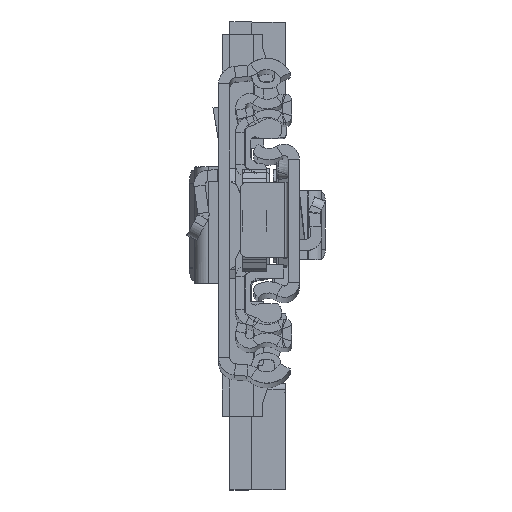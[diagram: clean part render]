
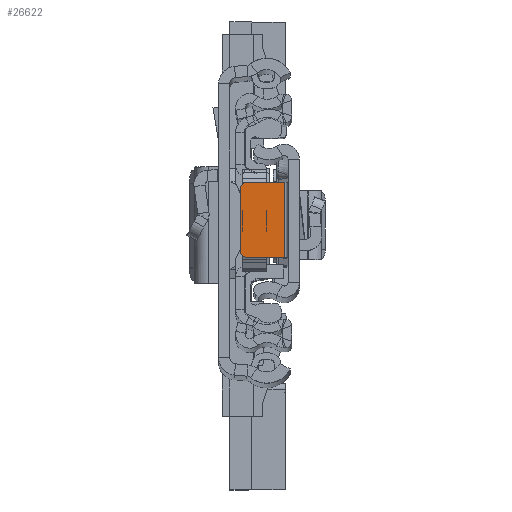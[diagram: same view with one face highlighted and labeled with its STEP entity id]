
A CAD part, top view. The second image highlights one B-rep face of the part: STEP entity #26622.
In plain terms, the highlighted planar face has unit normal (0, 0, 1).
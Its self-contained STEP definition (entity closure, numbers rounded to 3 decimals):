
#909 = CARTESIAN_POINT ( 'NONE',  ( -9.4, 5.151, -6.8 ) ) ;
#1462 = LINE ( 'NONE', #31964, #2565 ) ;
#2565 = VECTOR ( 'NONE', #7177, 1000. ) ;
#2819 = CARTESIAN_POINT ( 'NONE',  ( -1.8, 6.151, -6.8 ) ) ;
#3341 = CARTESIAN_POINT ( 'NONE',  ( 0., 0., -6.8 ) ) ;
#3522 = EDGE_CURVE ( 'NONE', #32315, #12043, #26606, .T. ) ;
#4389 = VERTEX_POINT ( 'NONE', #32227 ) ;
#4581 = LINE ( 'NONE', #13895, #36573 ) ;
#4849 = ORIENTED_EDGE ( 'NONE', *, *, #19660, .F. ) ;
#6147 = DIRECTION ( 'NONE',  ( 0., 0., 1. ) ) ;
#6293 = CARTESIAN_POINT ( 'NONE',  ( -8.4, -4.849, -6.8 ) ) ;
#7177 = DIRECTION ( 'NONE',  ( 0., 1., 0. ) ) ;
#8901 = EDGE_CURVE ( 'NONE', #21962, #12043, #1462, .T. ) ;
#10926 = CARTESIAN_POINT ( 'NONE',  ( -8.4, 6.151, -6.8 ) ) ;
#11860 = AXIS2_PLACEMENT_3D ( 'NONE', #3341, #21581, #25122 ) ;
#12043 = VERTEX_POINT ( 'NONE', #909 ) ;
#12424 = ORIENTED_EDGE ( 'NONE', *, *, #23064, .F. ) ;
#13077 = VECTOR ( 'NONE', #37847, 1000. ) ;
#13234 = ORIENTED_EDGE ( 'NONE', *, *, #3522, .T. ) ;
#13895 = CARTESIAN_POINT ( 'NONE',  ( -2.3, 6.151, -6.8 ) ) ;
#13968 = AXIS2_PLACEMENT_3D ( 'NONE', #6293, #15802, #25099 ) ;
#14901 = DIRECTION ( 'NONE',  ( 1., 0., 0. ) ) ;
#15086 = CARTESIAN_POINT ( 'NONE',  ( -2.3, -5.849, -6.8 ) ) ;
#15802 = DIRECTION ( 'NONE',  ( 0., 0., 1. ) ) ;
#17570 = VERTEX_POINT ( 'NONE', #31245 ) ;
#17857 = DIRECTION ( 'NONE',  ( 1., 0., 0. ) ) ;
#18543 = ORIENTED_EDGE ( 'NONE', *, *, #24876, .T. ) ;
#19163 = ORIENTED_EDGE ( 'NONE', *, *, #29394, .F. ) ;
#19475 = LINE ( 'NONE', #25420, #13077 ) ;
#19660 = EDGE_CURVE ( 'NONE', #32315, #4389, #29960, .T. ) ;
#20637 = CARTESIAN_POINT ( 'NONE',  ( -8.4, 5.151, -6.8 ) ) ;
#21581 = DIRECTION ( 'NONE',  ( 0., 0., 1. ) ) ;
#21962 = VERTEX_POINT ( 'NONE', #33216 ) ;
#23064 = EDGE_CURVE ( 'NONE', #4389, #30841, #4581, .T. ) ;
#23198 = DIRECTION ( 'NONE',  ( 0., -1., 0. ) ) ;
#24088 = CIRCLE ( 'NONE', #13968, 1. ) ;
#24544 = PLANE ( 'NONE',  #11860 ) ;
#24876 = EDGE_CURVE ( 'NONE', #21962, #17570, #24088, .T. ) ;
#25099 = DIRECTION ( 'NONE',  ( 1., 0., 0. ) ) ;
#25122 = DIRECTION ( 'NONE',  ( 1., 0., 0. ) ) ;
#25420 = CARTESIAN_POINT ( 'NONE',  ( -9.4, -5.849, -6.8 ) ) ;
#26606 = CIRCLE ( 'NONE', #27878, 1. ) ;
#26622 = ADVANCED_FACE ( 'NONE', ( #36380 ), #24544, .T. ) ;
#27878 = AXIS2_PLACEMENT_3D ( 'NONE', #20637, #6147, #17857 ) ;
#29394 = EDGE_CURVE ( 'NONE', #30841, #17570, #19475, .T. ) ;
#29960 = LINE ( 'NONE', #2819, #34748 ) ;
#30841 = VERTEX_POINT ( 'NONE', #15086 ) ;
#31245 = CARTESIAN_POINT ( 'NONE',  ( -8.4, -5.849, -6.8 ) ) ;
#31964 = CARTESIAN_POINT ( 'NONE',  ( -9.4, 6.151, -6.8 ) ) ;
#32227 = CARTESIAN_POINT ( 'NONE',  ( -2.3, 6.151, -6.8 ) ) ;
#32315 = VERTEX_POINT ( 'NONE', #10926 ) ;
#32854 = EDGE_LOOP ( 'NONE', ( #33807, #18543, #19163, #12424, #4849, #13234 ) ) ;
#33216 = CARTESIAN_POINT ( 'NONE',  ( -9.4, -4.849, -6.8 ) ) ;
#33807 = ORIENTED_EDGE ( 'NONE', *, *, #8901, .F. ) ;
#34748 = VECTOR ( 'NONE', #14901, 1000. ) ;
#36380 = FACE_OUTER_BOUND ( 'NONE', #32854, .T. ) ;
#36573 = VECTOR ( 'NONE', #23198, 1000. ) ;
#37847 = DIRECTION ( 'NONE',  ( -1., 0., 0. ) ) ;
